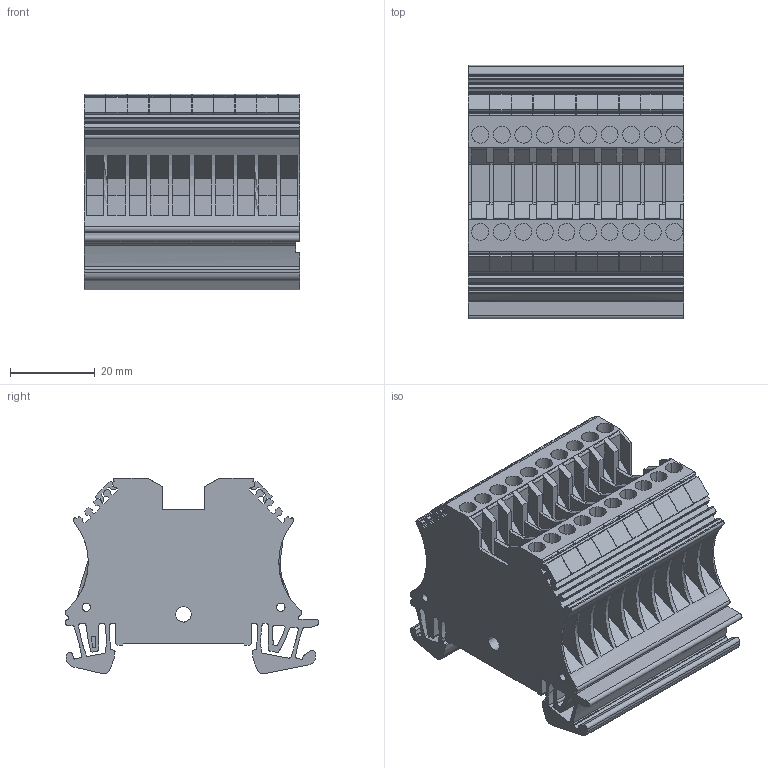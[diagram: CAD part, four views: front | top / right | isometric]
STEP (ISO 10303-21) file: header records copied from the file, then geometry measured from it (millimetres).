
FILE_DESCRIPTION(('CATIA V5 STEP Exchange','CAx-IF Rec.Pracs.--- Model Styling and Organization---1.4--- 2014-01-23'),'2;1');
FILE_NAME ('D1446824_1', '2021-12-08T07:11:19+00:00', ('none'), ('Weidmueller'), 'CATIA Version 5-6 Release 2016 SP3 HF44', 'CATIA V5 STEP AP214', 'none');
FILE_SCHEMA(('AUTOMOTIVE_DESIGN { 1 0 10303 214 1 1 1 1 }'));
Length unit declared in the file: millimetre
Products named in the file (1): 1020700000
Bounding box: 51 x 60 x 46.25 mm (x, y, z)
Volume: 78724.1 mm3; surface area: 35503.1 mm2
Topology: 21 solids, 31 shells, 1644 faces, 4883 edges, 3338 vertices
Faces by surface type: plane 1109, cylinder 473, bspline 40, extrusion 12, cone 10
Entity records: 54204 total; most frequent: CARTESIAN_POINT 10624, ORIENTED_EDGE 9766, DIRECTION 6921, EDGE_CURVE 4883, VECTOR 3690, LINE 3678, VERTEX_POINT 3338, AXIS2_PLACEMENT_3D 2135
